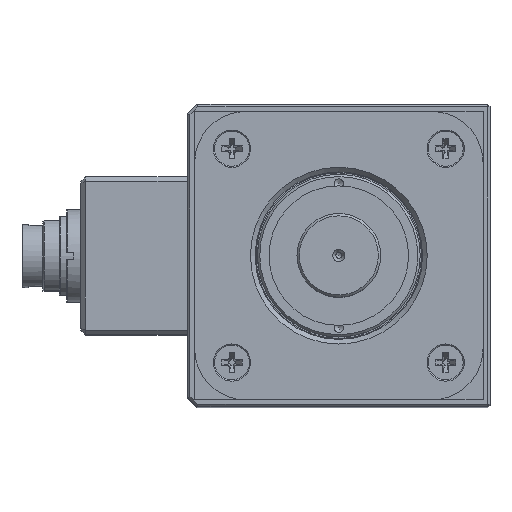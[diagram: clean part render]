
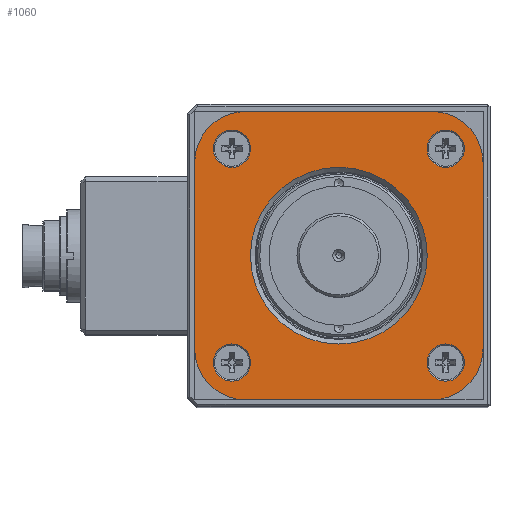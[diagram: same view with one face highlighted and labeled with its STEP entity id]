
A CAD part, top view. The second image highlights one B-rep face of the part: STEP entity #1060.
In plain terms, the highlighted planar face has unit normal (0, 0, 1).
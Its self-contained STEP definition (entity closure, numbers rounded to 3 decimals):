
#1060 = ADVANCED_FACE( '', ( #2178, #2179, #2180, #2181, #2182, #2183 ), #2184, .T. );
#2178 = FACE_BOUND( '', #3962, .T. );
#2179 = FACE_BOUND( '', #3963, .T. );
#2180 = FACE_BOUND( '', #3964, .T. );
#2181 = FACE_BOUND( '', #3965, .T. );
#2182 = FACE_BOUND( '', #3966, .T. );
#2183 = FACE_OUTER_BOUND( '', #3967, .T. );
#2184 = PLANE( '', #3968 );
#3962 = EDGE_LOOP( '', ( #5854 ) );
#3963 = EDGE_LOOP( '', ( #5855 ) );
#3964 = EDGE_LOOP( '', ( #5856 ) );
#3965 = EDGE_LOOP( '', ( #5857 ) );
#3966 = EDGE_LOOP( '', ( #5858 ) );
#3967 = EDGE_LOOP( '', ( #5859, #5860, #5861, #5862, #5863, #5864, #5865, #5866 ) );
#3968 = AXIS2_PLACEMENT_3D( '', #5867, #5868, #5869 );
#5854 = ORIENTED_EDGE( '', *, *, #9096, .T. );
#5855 = ORIENTED_EDGE( '', *, *, #9097, .T. );
#5856 = ORIENTED_EDGE( '', *, *, #9098, .T. );
#5857 = ORIENTED_EDGE( '', *, *, #9099, .T. );
#5858 = ORIENTED_EDGE( '', *, *, #9100, .T. );
#5859 = ORIENTED_EDGE( '', *, *, #9101, .T. );
#5860 = ORIENTED_EDGE( '', *, *, #9102, .T. );
#5861 = ORIENTED_EDGE( '', *, *, #9103, .T. );
#5862 = ORIENTED_EDGE( '', *, *, #9104, .T. );
#5863 = ORIENTED_EDGE( '', *, *, #9105, .T. );
#5864 = ORIENTED_EDGE( '', *, *, #9106, .T. );
#5865 = ORIENTED_EDGE( '', *, *, #9107, .T. );
#5866 = ORIENTED_EDGE( '', *, *, #9108, .T. );
#5867 = CARTESIAN_POINT( '', ( -31., -31., 3.5 ) );
#5868 = DIRECTION( '', ( 0., 0., 1. ) );
#5869 = DIRECTION( '', ( 1., 0., 0. ) );
#9096 = EDGE_CURVE( '', #10765, #10765, #10766, .F. );
#9097 = EDGE_CURVE( '', #10767, #10767, #10768, .T. );
#9098 = EDGE_CURVE( '', #10769, #10769, #10770, .T. );
#9099 = EDGE_CURVE( '', #10771, #10771, #10772, .T. );
#9100 = EDGE_CURVE( '', #10773, #10773, #10774, .T. );
#9101 = EDGE_CURVE( '', #10775, #10776, #10777, .T. );
#9102 = EDGE_CURVE( '', #10776, #10778, #10779, .T. );
#9103 = EDGE_CURVE( '', #10778, #10780, #10781, .T. );
#9104 = EDGE_CURVE( '', #10780, #10782, #10783, .T. );
#9105 = EDGE_CURVE( '', #10782, #10784, #10785, .T. );
#9106 = EDGE_CURVE( '', #10784, #10786, #10787, .T. );
#9107 = EDGE_CURVE( '', #10786, #10788, #10789, .T. );
#9108 = EDGE_CURVE( '', #10788, #10775, #10790, .T. );
#10765 = VERTEX_POINT( '', #12607 );
#10766 = CIRCLE( '', #12608, 19. );
#10767 = VERTEX_POINT( '', #12609 );
#10768 = CIRCLE( '', #12610, 4. );
#10769 = VERTEX_POINT( '', #12611 );
#10770 = CIRCLE( '', #12612, 4. );
#10771 = VERTEX_POINT( '', #12613 );
#10772 = CIRCLE( '', #12614, 4. );
#10773 = VERTEX_POINT( '', #12615 );
#10774 = CIRCLE( '', #12616, 4. );
#10775 = VERTEX_POINT( '', #12617 );
#10776 = VERTEX_POINT( '', #12618 );
#10777 = LINE( '', #12619, #12620 );
#10778 = VERTEX_POINT( '', #12621 );
#10779 = CIRCLE( '', #12622, 11. );
#10780 = VERTEX_POINT( '', #12623 );
#10781 = LINE( '', #12624, #12625 );
#10782 = VERTEX_POINT( '', #12626 );
#10783 = CIRCLE( '', #12627, 11. );
#10784 = VERTEX_POINT( '', #12628 );
#10785 = LINE( '', #12629, #12630 );
#10786 = VERTEX_POINT( '', #12631 );
#10787 = CIRCLE( '', #12632, 11. );
#10788 = VERTEX_POINT( '', #12633 );
#10789 = LINE( '', #12634, #12635 );
#10790 = CIRCLE( '', #12636, 11. );
#12607 = CARTESIAN_POINT( '', ( 19., 0., 3.5 ) );
#12608 = AXIS2_PLACEMENT_3D( '', #15200, #15201, #15202 );
#12609 = CARTESIAN_POINT( '', ( 18.981, -22.981, 3.5 ) );
#12610 = AXIS2_PLACEMENT_3D( '', #15203, #15204, #15205 );
#12611 = CARTESIAN_POINT( '', ( 22.981, 18.981, 3.5 ) );
#12612 = AXIS2_PLACEMENT_3D( '', #15206, #15207, #15208 );
#12613 = CARTESIAN_POINT( '', ( -18.981, 22.981, 3.5 ) );
#12614 = AXIS2_PLACEMENT_3D( '', #15209, #15210, #15211 );
#12615 = CARTESIAN_POINT( '', ( -22.981, -18.981, 3.5 ) );
#12616 = AXIS2_PLACEMENT_3D( '', #15212, #15213, #15214 );
#12617 = CARTESIAN_POINT( '', ( -31., 20., 3.5 ) );
#12618 = CARTESIAN_POINT( '', ( -31., -20., 3.5 ) );
#12619 = CARTESIAN_POINT( '', ( -31., 31., 3.5 ) );
#12620 = VECTOR( '', #15215, 1000. );
#12621 = CARTESIAN_POINT( '', ( -20., -31., 3.5 ) );
#12622 = AXIS2_PLACEMENT_3D( '', #15216, #15217, #15218 );
#12623 = CARTESIAN_POINT( '', ( 20., -31., 3.5 ) );
#12624 = CARTESIAN_POINT( '', ( -31., -31., 3.5 ) );
#12625 = VECTOR( '', #15219, 1000. );
#12626 = CARTESIAN_POINT( '', ( 31., -20., 3.5 ) );
#12627 = AXIS2_PLACEMENT_3D( '', #15220, #15221, #15222 );
#12628 = CARTESIAN_POINT( '', ( 31., 20., 3.5 ) );
#12629 = CARTESIAN_POINT( '', ( 31., -31., 3.5 ) );
#12630 = VECTOR( '', #15223, 1000. );
#12631 = CARTESIAN_POINT( '', ( 20., 31., 3.5 ) );
#12632 = AXIS2_PLACEMENT_3D( '', #15224, #15225, #15226 );
#12633 = CARTESIAN_POINT( '', ( -20., 31., 3.5 ) );
#12634 = CARTESIAN_POINT( '', ( 31., 31., 3.5 ) );
#12635 = VECTOR( '', #15227, 1000. );
#12636 = AXIS2_PLACEMENT_3D( '', #15228, #15229, #15230 );
#15200 = CARTESIAN_POINT( '', ( 0., 0., 3.5 ) );
#15201 = DIRECTION( '', ( 0., 0., 1. ) );
#15202 = DIRECTION( '', ( 1., 0., 0. ) );
#15203 = CARTESIAN_POINT( '', ( 22.981, -22.981, 3.5 ) );
#15204 = DIRECTION( '', ( 0., 0., -1. ) );
#15205 = DIRECTION( '', ( -1., 0., 0. ) );
#15206 = CARTESIAN_POINT( '', ( 22.981, 22.981, 3.5 ) );
#15207 = DIRECTION( '', ( 0., 0., -1. ) );
#15208 = DIRECTION( '', ( 0., -1., 0. ) );
#15209 = CARTESIAN_POINT( '', ( -22.981, 22.981, 3.5 ) );
#15210 = DIRECTION( '', ( 0., 0., -1. ) );
#15211 = DIRECTION( '', ( 1., 0., 0. ) );
#15212 = CARTESIAN_POINT( '', ( -22.981, -22.981, 3.5 ) );
#15213 = DIRECTION( '', ( 0., 0., -1. ) );
#15214 = DIRECTION( '', ( 0., 1., 0. ) );
#15215 = DIRECTION( '', ( 0., -1., 0. ) );
#15216 = CARTESIAN_POINT( '', ( -20., -20., 3.5 ) );
#15217 = DIRECTION( '', ( 0., 0., 1. ) );
#15218 = DIRECTION( '', ( 1., 0., 0. ) );
#15219 = DIRECTION( '', ( 1., 0., 0. ) );
#15220 = CARTESIAN_POINT( '', ( 20., -20., 3.5 ) );
#15221 = DIRECTION( '', ( 0., 0., 1. ) );
#15222 = DIRECTION( '', ( 1., 0., 0. ) );
#15223 = DIRECTION( '', ( 0., 1., 0. ) );
#15224 = CARTESIAN_POINT( '', ( 20., 20., 3.5 ) );
#15225 = DIRECTION( '', ( 0., 0., 1. ) );
#15226 = DIRECTION( '', ( 1., 0., 0. ) );
#15227 = DIRECTION( '', ( -1., 0., 0. ) );
#15228 = CARTESIAN_POINT( '', ( -20., 20., 3.5 ) );
#15229 = DIRECTION( '', ( 0., 0., 1. ) );
#15230 = DIRECTION( '', ( 1., 0., 0. ) );
